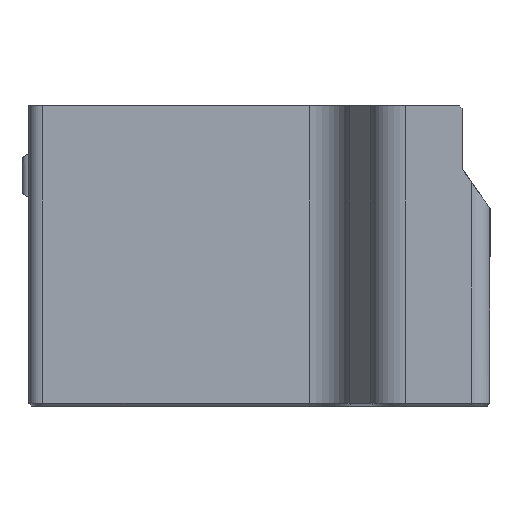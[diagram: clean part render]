
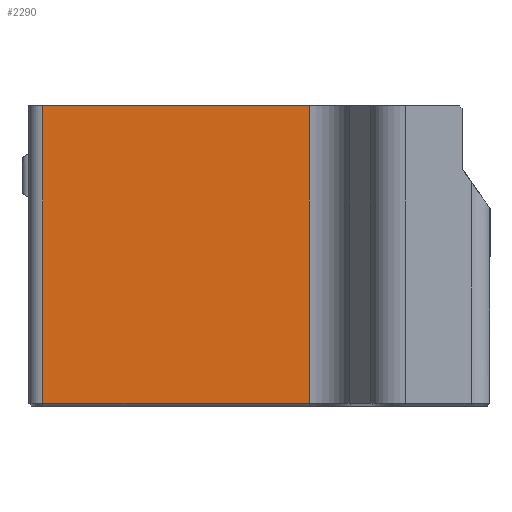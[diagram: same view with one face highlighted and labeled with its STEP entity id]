
A CAD part, left-side view. The second image highlights one B-rep face of the part: STEP entity #2290.
In plain terms, the highlighted planar face has unit normal (-1, 0, 0).
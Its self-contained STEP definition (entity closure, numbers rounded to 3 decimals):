
#125=PLANE('',#2515);
#243=FACE_OUTER_BOUND('',#374,.T.);
#374=EDGE_LOOP('',(#2125,#2126,#2127,#2128));
#526=LINE('',#3628,#765);
#596=LINE('',#3799,#835);
#613=LINE('',#3840,#852);
#614=LINE('',#3842,#853);
#765=VECTOR('',#2951,10.);
#835=VECTOR('',#3117,10.);
#852=VECTOR('',#3170,1.);
#853=VECTOR('',#3173,1.);
#1086=VERTEX_POINT('',#3625);
#1087=VERTEX_POINT('',#3627);
#1139=VERTEX_POINT('',#3793);
#1140=VERTEX_POINT('',#3797);
#1367=EDGE_CURVE('',#1087,#1086,#526,.T.);
#1454=EDGE_CURVE('',#1140,#1139,#596,.T.);
#1474=EDGE_CURVE('',#1139,#1086,#613,.T.);
#1475=EDGE_CURVE('',#1140,#1087,#614,.T.);
#2125=ORIENTED_EDGE('',*,*,#1474,.F.);
#2126=ORIENTED_EDGE('',*,*,#1454,.F.);
#2127=ORIENTED_EDGE('',*,*,#1475,.T.);
#2128=ORIENTED_EDGE('',*,*,#1367,.T.);
#2290=ADVANCED_FACE('',(#243),#125,.F.);
#2515=AXIS2_PLACEMENT_3D('',#3841,#3171,#3172);
#2951=DIRECTION('',(0.,1.,0.));
#3117=DIRECTION('',(0.,1.,0.));
#3170=DIRECTION('',(0.,0.,1.));
#3171=DIRECTION('center_axis',(1.,0.,0.));
#3172=DIRECTION('ref_axis',(0.,-1.,0.));
#3173=DIRECTION('',(0.,0.,1.));
#3625=CARTESIAN_POINT('',(-187.4,30.5,13.));
#3627=CARTESIAN_POINT('',(-187.4,-7.602,13.));
#3628=CARTESIAN_POINT('',(-187.4,15.25,13.));
#3793=CARTESIAN_POINT('',(-187.4,30.5,-29.6));
#3797=CARTESIAN_POINT('',(-187.4,-7.602,-29.6));
#3799=CARTESIAN_POINT('',(-187.4,31.5,-29.6));
#3840=CARTESIAN_POINT('',(-187.4,30.5,-8.));
#3841=CARTESIAN_POINT('Origin',(-187.4,30.5,-11.));
#3842=CARTESIAN_POINT('',(-187.4,-7.602,-28.));
